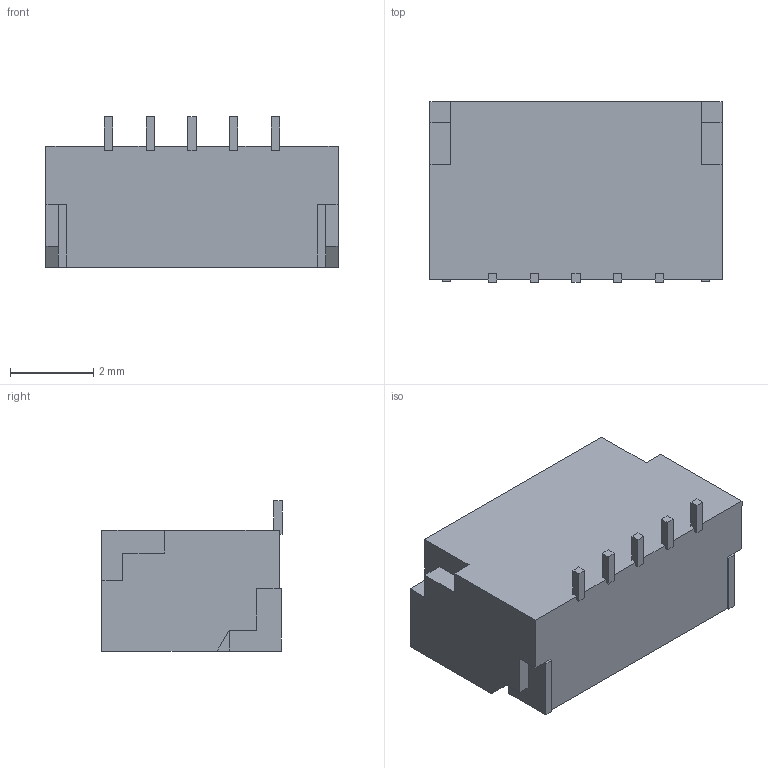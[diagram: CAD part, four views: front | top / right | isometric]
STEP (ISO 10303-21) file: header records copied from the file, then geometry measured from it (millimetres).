
FILE_DESCRIPTION(/* description */ (''),/* implementation_level */ '2;1');
FILE_NAME(/* name */ 'JST_SH_BM05B-SRSS-TB_1x05-1MP_P1.00mm_Vertical.step',/* time_stamp */ '2022-06-30T18:56:56+02:00',/* author */ (''),/* organization */ (''),/* preprocessor_version */ 'ST-DEVELOPER v19',/* originating_system */ 'Autodesk Translation Framework v11.7.0.108',/* authorisation */ '');
FILE_SCHEMA (('AUTOMOTIVE_DESIGN { 1 0 10303 214 3 1 1 }'));
Length unit declared in the file: millimetre
Products named in the file (1): (Nicht gespeichert)
Bounding box: 7 x 4.32 x 3.6 mm (x, y, z)
Volume: 50.2 mm3; surface area: 187.3 mm2
Topology: 1 solids, 1 shells, 104 faces, 284 edges, 188 vertices
Faces by surface type: plane 104
Entity records: 3256 total; most frequent: CARTESIAN_POINT 577, ORIENTED_EDGE 568, DIRECTION 494, LINE 284, VECTOR 284, EDGE_CURVE 284, VERTEX_POINT 188, EDGE_LOOP 110
